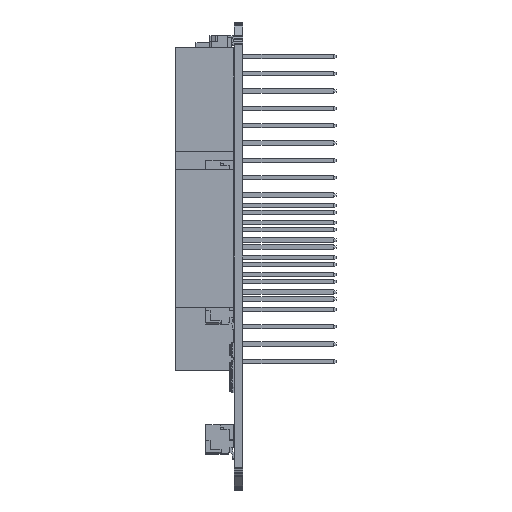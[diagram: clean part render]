
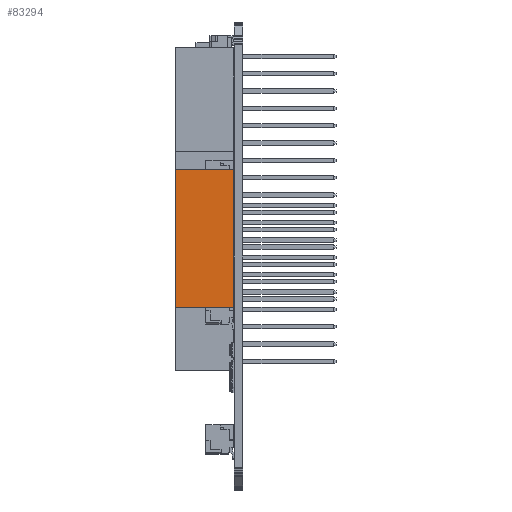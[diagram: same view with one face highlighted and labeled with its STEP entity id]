
A CAD part, left-side view. The second image highlights one B-rep face of the part: STEP entity #83294.
In plain terms, the highlighted face is planar.
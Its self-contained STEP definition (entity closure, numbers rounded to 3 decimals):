
#679 = EDGE_CURVE ( 'NONE', #49470, #85023, #79769, .T. ) ;
#3003 = CARTESIAN_POINT ( 'NONE',  ( 26.67, 5.825, -1.27 ) ) ;
#4365 = DIRECTION ( 'NONE',  ( -1., 0., 0. ) ) ;
#5653 = CARTESIAN_POINT ( 'NONE',  ( 46.99, 5.825, -1.27 ) ) ;
#7211 = ORIENTED_EDGE ( 'NONE', *, *, #73734, .F. ) ;
#12878 = VECTOR ( 'NONE', #78138, 1000. ) ;
#13105 = AXIS2_PLACEMENT_3D ( 'NONE', #84036, #64482, #4365 ) ;
#17826 = DIRECTION ( 'NONE',  ( 1., 0., 0. ) ) ;
#19684 = ORIENTED_EDGE ( 'NONE', *, *, #49157, .F. ) ;
#24444 = CARTESIAN_POINT ( 'NONE',  ( 36.83, 10.075, -1.27 ) ) ;
#25830 = VERTEX_POINT ( 'NONE', #60716 ) ;
#29658 = LINE ( 'NONE', #3003, #50311 ) ;
#32876 = FACE_OUTER_BOUND ( 'NONE', #84207, .T. ) ;
#34425 = CARTESIAN_POINT ( 'NONE',  ( 46.99, 10.075, -1.27 ) ) ;
#38069 = PLANE ( 'NONE',  #13105 ) ;
#44922 = CARTESIAN_POINT ( 'NONE',  ( 46.99, 1.575, -1.27 ) ) ;
#47348 = VERTEX_POINT ( 'NONE', #52281 ) ;
#48248 = DIRECTION ( 'NONE',  ( 0., 1., 0. ) ) ;
#49157 = EDGE_CURVE ( 'NONE', #25830, #49470, #55881, .T. ) ;
#49470 = VERTEX_POINT ( 'NONE', #34425 ) ;
#50311 = VECTOR ( 'NONE', #48248, 1000. ) ;
#51213 = CARTESIAN_POINT ( 'NONE',  ( 36.83, 1.575, -1.27 ) ) ;
#52281 = CARTESIAN_POINT ( 'NONE',  ( 26.67, 1.575, -1.27 ) ) ;
#55881 = LINE ( 'NONE', #24444, #69200 ) ;
#60716 = CARTESIAN_POINT ( 'NONE',  ( 26.67, 10.075, -1.27 ) ) ;
#64482 = DIRECTION ( 'NONE',  ( 0., 0., -1. ) ) ;
#65042 = LINE ( 'NONE', #51213, #72192 ) ;
#68565 = ORIENTED_EDGE ( 'NONE', *, *, #679, .F. ) ;
#69200 = VECTOR ( 'NONE', #17826, 1000. ) ;
#72192 = VECTOR ( 'NONE', #78805, 1000. ) ;
#73734 = EDGE_CURVE ( 'NONE', #85023, #47348, #65042, .T. ) ;
#77642 = EDGE_CURVE ( 'NONE', #47348, #25830, #29658, .T. ) ;
#78138 = DIRECTION ( 'NONE',  ( 0., -1., 0. ) ) ;
#78805 = DIRECTION ( 'NONE',  ( -1., 0., 0. ) ) ;
#79769 = LINE ( 'NONE', #5653, #12878 ) ;
#82307 = ORIENTED_EDGE ( 'NONE', *, *, #77642, .F. ) ;
#83294 = ADVANCED_FACE ( 'NONE', ( #32876 ), #38069, .F. ) ;
#84036 = CARTESIAN_POINT ( 'NONE',  ( 46.99, 1.575, -1.27 ) ) ;
#84207 = EDGE_LOOP ( 'NONE', ( #68565, #19684, #82307, #7211 ) ) ;
#85023 = VERTEX_POINT ( 'NONE', #44922 ) ;
